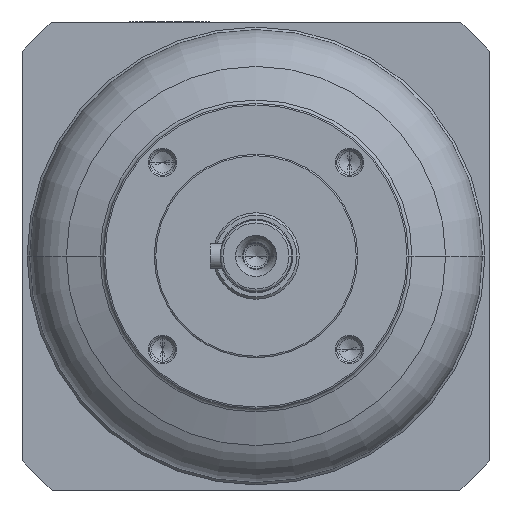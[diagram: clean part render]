
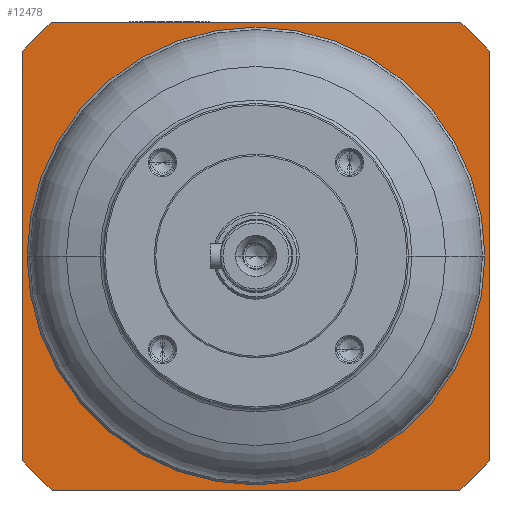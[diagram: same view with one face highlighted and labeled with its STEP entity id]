
A CAD part, left-side view. The second image highlights one B-rep face of the part: STEP entity #12478.
In plain terms, the highlighted face is planar.
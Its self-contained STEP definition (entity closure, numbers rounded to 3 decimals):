
#11594=CARTESIAN_POINT('',(0.,0.,0.5));
#11595=DIRECTION('',(0.,0.,1.));
#11596=DIRECTION('',(-0.754,-0.657,0.));
#11597=AXIS2_PLACEMENT_3D('',#11594,#11595,#11596);
#11599=CARTESIAN_POINT('',(0.,0.,0.5));
#11600=DIRECTION('',(0.,0.,1.));
#11601=DIRECTION('',(0.657,-0.754,0.));
#11602=AXIS2_PLACEMENT_3D('',#11599,#11600,#11601);
#11604=CARTESIAN_POINT('',(0.,0.,0.5));
#11605=DIRECTION('',(0.,0.,-1.));
#11606=DIRECTION('',(0.,-1.,0.));
#11607=AXIS2_PLACEMENT_3D('',#11604,#11605,#11606);
#11609=CARTESIAN_POINT('',(0.,0.,0.5));
#11610=DIRECTION('',(0.,0.,1.));
#11611=DIRECTION('',(0.,-1.,0.));
#11612=AXIS2_PLACEMENT_3D('',#11609,#11610,#11611);
#11632=DIRECTION('',(0.,-1.,0.));
#11633=VECTOR('',#11632,80.125);
#11634=CARTESIAN_POINT('',(-46.,40.062,0.5));
#11635=LINE('',#11634,#11633);
#11690=CARTESIAN_POINT('',(0.,0.,0.5));
#11691=DIRECTION('',(0.,0.,1.));
#11692=DIRECTION('',(0.754,0.657,0.));
#11693=AXIS2_PLACEMENT_3D('',#11690,#11691,#11692);
#11695=CARTESIAN_POINT('',(0.,0.,0.5));
#11696=DIRECTION('',(0.,0.,1.));
#11697=DIRECTION('',(-0.657,0.754,0.));
#11698=AXIS2_PLACEMENT_3D('',#11695,#11696,#11697);
#11700=DIRECTION('',(0.,1.,0.));
#11701=VECTOR('',#11700,80.125);
#11702=CARTESIAN_POINT('',(46.,-40.062,0.5));
#11703=LINE('',#11702,#11701);
#11712=DIRECTION('',(-1.,0.,0.));
#11713=VECTOR('',#11712,80.125);
#11714=CARTESIAN_POINT('',(40.062,46.,0.5));
#11715=LINE('',#11714,#11713);
#11724=DIRECTION('',(1.,0.,0.));
#11725=VECTOR('',#11724,80.125);
#11726=CARTESIAN_POINT('',(-40.062,-46.,0.5));
#11727=LINE('',#11726,#11725);
#12043=CARTESIAN_POINT('',(-46.,40.062,0.5));
#12044=CARTESIAN_POINT('',(-46.,-40.062,0.5));
#12045=VERTEX_POINT('',#12043);
#12046=VERTEX_POINT('',#12044);
#12047=CARTESIAN_POINT('',(-40.062,-46.,0.5));
#12048=CARTESIAN_POINT('',(40.062,-46.,0.5));
#12049=VERTEX_POINT('',#12047);
#12050=VERTEX_POINT('',#12048);
#12051=CARTESIAN_POINT('',(46.,-40.062,0.5));
#12052=CARTESIAN_POINT('',(46.,40.062,0.5));
#12053=VERTEX_POINT('',#12051);
#12054=VERTEX_POINT('',#12052);
#12055=CARTESIAN_POINT('',(40.062,46.,0.5));
#12056=CARTESIAN_POINT('',(-40.062,46.,0.5));
#12057=VERTEX_POINT('',#12055);
#12058=VERTEX_POINT('',#12056);
#12135=CARTESIAN_POINT('',(0.,-45.,0.5));
#12136=CARTESIAN_POINT('',(0.,45.,0.5));
#12137=VERTEX_POINT('',#12135);
#12138=VERTEX_POINT('',#12136);
#12451=CARTESIAN_POINT('',(0.,0.,0.5));
#12452=DIRECTION('',(0.,0.,1.));
#12453=DIRECTION('',(0.,1.,0.));
#12454=AXIS2_PLACEMENT_3D('',#12451,#12452,#12453);
#12455=PLANE('',#12454);
#12457=ORIENTED_EDGE('',*,*,#12456,.T.);
#12458=ORIENTED_EDGE('',*,*,#12426,.T.);
#12460=ORIENTED_EDGE('',*,*,#12459,.T.);
#12461=ORIENTED_EDGE('',*,*,#12441,.T.);
#12463=ORIENTED_EDGE('',*,*,#12462,.T.);
#12465=ORIENTED_EDGE('',*,*,#12464,.T.);
#12467=ORIENTED_EDGE('',*,*,#12466,.T.);
#12469=ORIENTED_EDGE('',*,*,#12468,.T.);
#12470=EDGE_LOOP('',(#12457,#12458,#12460,#12461,#12463,#12465,#12467,#12469));
#12471=FACE_OUTER_BOUND('',#12470,.F.);
#12473=ORIENTED_EDGE('',*,*,#12472,.T.);
#12475=ORIENTED_EDGE('',*,*,#12474,.F.);
#12476=EDGE_LOOP('',(#12473,#12475));
#12477=FACE_BOUND('',#12476,.F.);
#12478=ADVANCED_FACE('',(#12471,#12477),#12455,.F.);
#11598=CIRCLE('',#11597,61.);
#11603=CIRCLE('',#11602,61.);
#11608=CIRCLE('',#11607,45.);
#11613=CIRCLE('',#11612,45.);
#11694=CIRCLE('',#11693,61.);
#11699=CIRCLE('',#11698,61.);
#12426=EDGE_CURVE('',#12046,#12049,#11598,.T.);
#12441=EDGE_CURVE('',#12050,#12053,#11603,.T.);
#12456=EDGE_CURVE('',#12045,#12046,#11635,.T.);
#12459=EDGE_CURVE('',#12049,#12050,#11727,.T.);
#12462=EDGE_CURVE('',#12053,#12054,#11703,.T.);
#12464=EDGE_CURVE('',#12054,#12057,#11694,.T.);
#12466=EDGE_CURVE('',#12057,#12058,#11715,.T.);
#12468=EDGE_CURVE('',#12058,#12045,#11699,.T.);
#12472=EDGE_CURVE('',#12137,#12138,#11608,.T.);
#12474=EDGE_CURVE('',#12137,#12138,#11613,.T.);
